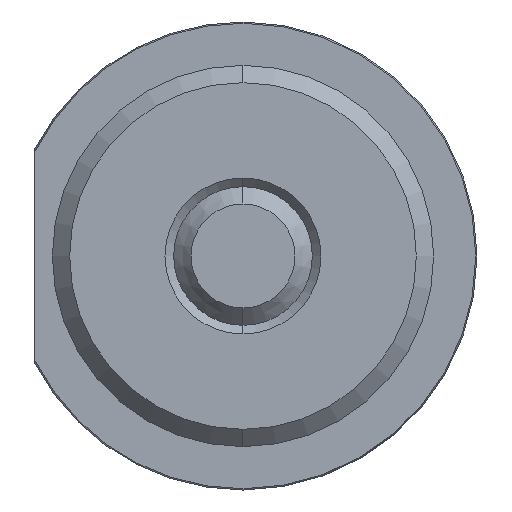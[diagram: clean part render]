
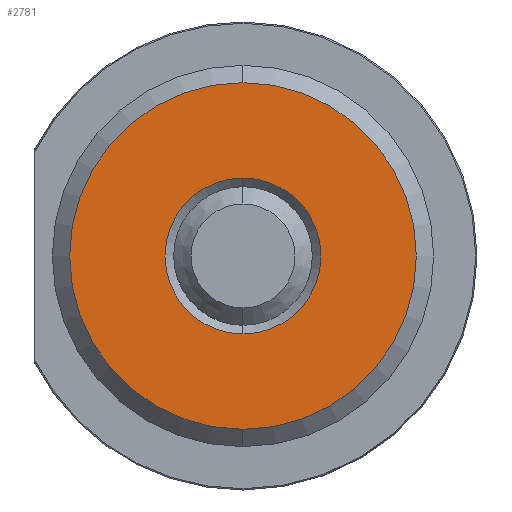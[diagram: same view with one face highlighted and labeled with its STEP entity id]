
A CAD part, left-side view. The second image highlights one B-rep face of the part: STEP entity #2781.
In plain terms, the highlighted planar face has unit normal (-1, 0, 0).
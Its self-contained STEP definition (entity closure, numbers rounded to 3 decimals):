
#190 = EDGE_CURVE ( 'NONE', #451, #634, #2571, .T. ) ;
#192 = EDGE_CURVE ( 'NONE', #390, #388, #2574, .T. ) ;
#194 = EDGE_CURVE ( 'NONE', #634, #451, #2578, .T. ) ;
#335 = EDGE_CURVE ( 'NONE', #388, #390, #2824, .T. ) ;
#388 = VERTEX_POINT ( 'NONE', #1683 ) ;
#390 = VERTEX_POINT ( 'NONE', #1680 ) ;
#451 = VERTEX_POINT ( 'NONE', #1636 ) ;
#593 = CARTESIAN_POINT ( 'NONE',  ( 0., 0., 0. ) ) ;
#606 = DIRECTION ( 'NONE',  ( -1., 0., 0. ) ) ;
#609 = DIRECTION ( 'NONE',  ( 0., 0., -1. ) ) ;
#634 = VERTEX_POINT ( 'NONE', #1601 ) ;
#730 = CARTESIAN_POINT ( 'NONE',  ( 0., 0., 0. ) ) ;
#732 = DIRECTION ( 'NONE',  ( 1., 0., 0. ) ) ;
#734 = DIRECTION ( 'NONE',  ( 0., 0., -1. ) ) ;
#736 = CARTESIAN_POINT ( 'NONE',  ( 0., 0., 0. ) ) ;
#744 = DIRECTION ( 'NONE',  ( -1., 0., 0. ) ) ;
#745 = DIRECTION ( 'NONE',  ( 0., 0., -1. ) ) ;
#836 = AXIS2_PLACEMENT_3D ( 'NONE', #593, #606, #609 ) ;
#840 = AXIS2_PLACEMENT_3D ( 'NONE', #736, #732, #734 ) ;
#842 = AXIS2_PLACEMENT_3D ( 'NONE', #730, #744, #745 ) ;
#915 = AXIS2_PLACEMENT_3D ( 'NONE', #1751, #1728, #1727 ) ;
#969 = AXIS2_PLACEMENT_3D ( 'NONE', #1231, #1233, #1234 ) ;
#1231 = CARTESIAN_POINT ( 'NONE',  ( 0., 4., 0. ) ) ;
#1232 = PLANE ( 'NONE',  #969 ) ;
#1233 = DIRECTION ( 'NONE',  ( 1., 0., 0. ) ) ;
#1234 = DIRECTION ( 'NONE',  ( 0., 0., -1. ) ) ;
#1601 = CARTESIAN_POINT ( 'NONE',  ( 0., 0., -10. ) ) ;
#1636 = CARTESIAN_POINT ( 'NONE',  ( 0., 0., 10. ) ) ;
#1680 = CARTESIAN_POINT ( 'NONE',  ( 0., 0., -4.5 ) ) ;
#1683 = CARTESIAN_POINT ( 'NONE',  ( 0., 0., 4.5 ) ) ;
#1727 = DIRECTION ( 'NONE',  ( 0., 0., -1. ) ) ;
#1728 = DIRECTION ( 'NONE',  ( 1., 0., 0. ) ) ;
#1751 = CARTESIAN_POINT ( 'NONE',  ( 0., 0., 0. ) ) ;
#2307 = ORIENTED_EDGE ( 'NONE', *, *, #190, .T. ) ;
#2308 = ORIENTED_EDGE ( 'NONE', *, *, #194, .T. ) ;
#2309 = ORIENTED_EDGE ( 'NONE', *, *, #192, .T. ) ;
#2310 = ORIENTED_EDGE ( 'NONE', *, *, #335, .T. ) ;
#2412 = EDGE_LOOP ( 'NONE', ( #2308, #2307 ) ) ;
#2415 = EDGE_LOOP ( 'NONE', ( #2310, #2309 ) ) ;
#2571 = CIRCLE ( 'NONE', #836, 10. ) ;
#2574 = CIRCLE ( 'NONE', #840, 4.5 ) ;
#2578 = CIRCLE ( 'NONE', #842, 10. ) ;
#2781 = ADVANCED_FACE ( 'NONE', ( #2891, #2894 ), #1232, .F. ) ;
#2824 = CIRCLE ( 'NONE', #915, 4.5 ) ;
#2891 = FACE_BOUND ( 'NONE', #2415, .T. ) ;
#2894 = FACE_OUTER_BOUND ( 'NONE', #2412, .T. ) ;
